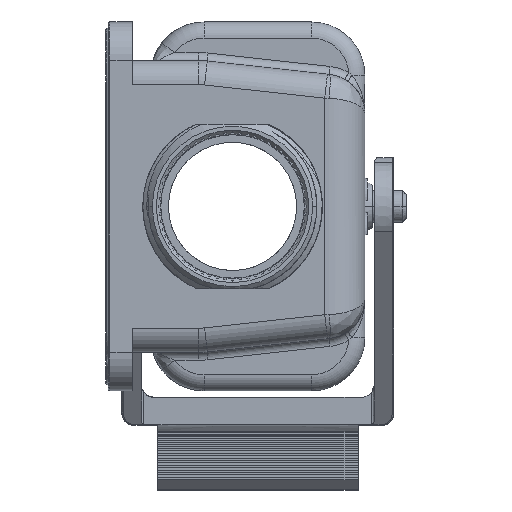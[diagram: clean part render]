
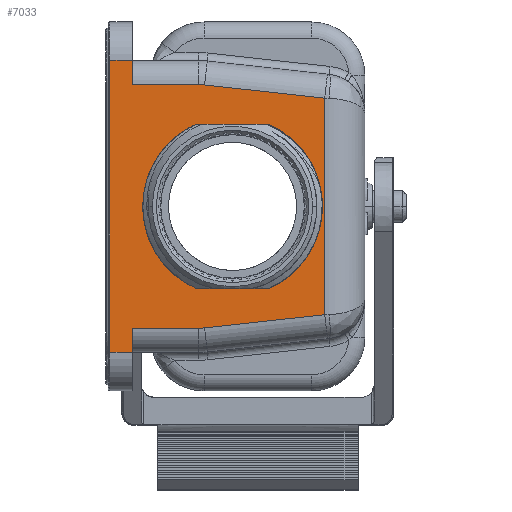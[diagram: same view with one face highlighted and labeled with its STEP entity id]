
A CAD part, front view. The second image highlights one B-rep face of the part: STEP entity #7033.
In plain terms, the highlighted planar face has unit normal (0, -1, 0).
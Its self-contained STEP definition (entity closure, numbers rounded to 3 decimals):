
#705=CIRCLE('',#21513,10.53);
#706=CIRCLE('',#21534,10.53);
#755=CIRCLE('',#21713,7.);
#773=CIRCLE('',#21745,7.);
#2023=LINE('',#39320,#3423);
#2024=LINE('',#40071,#3424);
#2278=LINE('',#40839,#3680);
#2295=LINE('',#41406,#3697);
#2297=LINE('',#41438,#3699);
#2302=LINE('',#41454,#3704);
#2309=LINE('',#41485,#3711);
#2310=LINE('',#41493,#3712);
#2316=LINE('',#41518,#3718);
#2318=LINE('',#41521,#3720);
#2319=LINE('',#41523,#3721);
#2320=LINE('',#41526,#3722);
#3423=VECTOR('',#25067,1.);
#3424=VECTOR('',#25104,1.);
#3680=VECTOR('',#25666,1.);
#3697=VECTOR('',#25723,1.);
#3699=VECTOR('',#25733,1.);
#3704=VECTOR('',#25750,1.);
#3711=VECTOR('',#25783,1.);
#3712=VECTOR('',#25794,1.);
#3718=VECTOR('',#25820,1.);
#3720=VECTOR('',#25824,1.);
#3721=VECTOR('',#25825,1.);
#3722=VECTOR('',#25828,1.);
#7033=ADVANCED_FACE('',(#7727,#7728),#7633,.F.);
#7633=PLANE('',#21746);
#7727=FACE_BOUND('',#8723,.T.);
#7728=FACE_BOUND('',#8724,.T.);
#8723=EDGE_LOOP('',(#13765,#13766,#13767,#13768));
#8724=EDGE_LOOP('',(#13769,#13770,#13771,#13772,#13773,#13774,#13775,#13776,
#13777,#13778,#13779,#13780));
#13765=ORIENTED_EDGE('',*,*,#18772,.F.);
#13766=ORIENTED_EDGE('',*,*,#18751,.F.);
#13767=ORIENTED_EDGE('',*,*,#18827,.F.);
#13768=ORIENTED_EDGE('',*,*,#18828,.F.);
#13769=ORIENTED_EDGE('',*,*,#19210,.T.);
#13770=ORIENTED_EDGE('',*,*,#19228,.F.);
#13771=ORIENTED_EDGE('',*,*,#19229,.T.);
#13772=ORIENTED_EDGE('',*,*,#19230,.F.);
#13773=ORIENTED_EDGE('',*,*,#19132,.F.);
#13774=ORIENTED_EDGE('',*,*,#19181,.T.);
#13775=ORIENTED_EDGE('',*,*,#19187,.F.);
#13776=ORIENTED_EDGE('',*,*,#19190,.F.);
#13777=ORIENTED_EDGE('',*,*,#19195,.T.);
#13778=ORIENTED_EDGE('',*,*,#19231,.F.);
#13779=ORIENTED_EDGE('',*,*,#19214,.T.);
#13780=ORIENTED_EDGE('',*,*,#19226,.T.);
#15945=VERTEX_POINT('',#39220);
#15946=VERTEX_POINT('',#39221);
#15964=VERTEX_POINT('',#39321);
#15991=VERTEX_POINT('',#40070);
#16194=VERTEX_POINT('',#40819);
#16196=VERTEX_POINT('',#40840);
#16228=VERTEX_POINT('',#41407);
#16231=VERTEX_POINT('',#41437);
#16233=VERTEX_POINT('',#41443);
#16237=VERTEX_POINT('',#41455);
#16247=VERTEX_POINT('',#41484);
#16248=VERTEX_POINT('',#41486);
#16250=VERTEX_POINT('',#41494);
#16251=VERTEX_POINT('',#41495);
#16259=VERTEX_POINT('',#41522);
#16260=VERTEX_POINT('',#41524);
#18751=EDGE_CURVE('',#15945,#15946,#705,.T.);
#18772=EDGE_CURVE('',#15946,#15964,#2023,.T.);
#18827=EDGE_CURVE('',#15991,#15945,#2024,.T.);
#18828=EDGE_CURVE('',#15964,#15991,#706,.T.);
#19132=EDGE_CURVE('',#16194,#16196,#2278,.T.);
#19181=EDGE_CURVE('',#16194,#16228,#2295,.T.);
#19187=EDGE_CURVE('',#16231,#16228,#2297,.T.);
#19190=EDGE_CURVE('',#16233,#16231,#755,.T.);
#19195=EDGE_CURVE('',#16233,#16237,#2302,.T.);
#19210=EDGE_CURVE('',#16248,#16247,#2309,.T.);
#19214=EDGE_CURVE('',#16250,#16251,#2310,.T.);
#19226=EDGE_CURVE('',#16251,#16248,#2316,.T.);
#19228=EDGE_CURVE('',#16259,#16247,#2318,.T.);
#19229=EDGE_CURVE('',#16259,#16260,#2319,.T.);
#19230=EDGE_CURVE('',#16196,#16260,#773,.T.);
#19231=EDGE_CURVE('',#16250,#16237,#2320,.T.);
#21513=AXIS2_PLACEMENT_3D('',#39219,#25063,#25064);
#21534=AXIS2_PLACEMENT_3D('',#40073,#25107,#25108);
#21713=AXIS2_PLACEMENT_3D('',#41444,#25740,#25741);
#21745=AXIS2_PLACEMENT_3D('',#41525,#25826,#25827);
#21746=AXIS2_PLACEMENT_3D('',#41527,#25829,#25830);
#25063=DIRECTION('',(0.,-1.,0.));
#25064=DIRECTION('',(-0.229,0.,0.973));
#25067=DIRECTION('',(1.,0.,0.));
#25104=DIRECTION('',(-1.,0.,0.));
#25107=DIRECTION('',(0.,-1.,0.));
#25108=DIRECTION('',(0.229,0.,-0.973));
#25666=DIRECTION('',(-0.994,0.,-0.109));
#25723=DIRECTION('',(0.,0.,1.));
#25733=DIRECTION('',(0.994,0.,-0.109));
#25740=DIRECTION('',(0.,1.,0.));
#25741=DIRECTION('',(0.,0.,1.));
#25750=DIRECTION('',(-1.,0.,0.));
#25783=DIRECTION('',(1.,0.,0.));
#25794=DIRECTION('',(-1.,0.,0.));
#25820=DIRECTION('',(0.,0.,-1.));
#25824=DIRECTION('',(0.,0.,-1.));
#25825=DIRECTION('',(1.,0.,0.));
#25826=DIRECTION('',(0.,1.,0.));
#25827=DIRECTION('',(0.109,0.,-0.994));
#25828=DIRECTION('',(0.,0.,-1.));
#25829=DIRECTION('',(0.,1.,0.));
#25830=DIRECTION('',(1.,0.,0.));
#39219=CARTESIAN_POINT('',(15.5,0.,0.));
#39220=CARTESIAN_POINT('',(13.088,0.,10.25));
#39221=CARTESIAN_POINT('',(13.088,0.,-10.25));
#39320=CARTESIAN_POINT('',(13.088,0.,-10.25));
#39321=CARTESIAN_POINT('',(17.912,0.,-10.25));
#40070=CARTESIAN_POINT('',(17.912,0.,10.25));
#40071=CARTESIAN_POINT('',(17.912,0.,10.25));
#40073=CARTESIAN_POINT('',(15.5,0.,0.));
#40819=CARTESIAN_POINT('',(27.,0.,-13.507));
#40839=CARTESIAN_POINT('',(27.,0.,-13.507));
#40840=CARTESIAN_POINT('',(12.016,0.,-15.148));
#41406=CARTESIAN_POINT('',(27.,0.,-13.507));
#41407=CARTESIAN_POINT('',(27.,0.,13.507));
#41437=CARTESIAN_POINT('',(12.016,0.,15.148));
#41438=CARTESIAN_POINT('',(12.016,0.,15.148));
#41443=CARTESIAN_POINT('',(11.254,0.,15.19));
#41444=CARTESIAN_POINT('',(11.254,0.,8.19));
#41454=CARTESIAN_POINT('',(11.254,0.,15.19));
#41455=CARTESIAN_POINT('',(3.,0.,15.19));
#41484=CARTESIAN_POINT('',(3.,0.,-18.2));
#41485=CARTESIAN_POINT('',(0.2,0.,-18.2));
#41486=CARTESIAN_POINT('',(0.2,0.,-18.2));
#41493=CARTESIAN_POINT('',(3.,0.,18.2));
#41494=CARTESIAN_POINT('',(3.,0.,18.2));
#41495=CARTESIAN_POINT('',(0.2,0.,18.2));
#41518=CARTESIAN_POINT('',(0.2,0.,18.2));
#41521=CARTESIAN_POINT('',(3.,0.,-15.19));
#41522=CARTESIAN_POINT('',(3.,0.,-15.19));
#41523=CARTESIAN_POINT('',(3.,0.,-15.19));
#41524=CARTESIAN_POINT('',(11.254,0.,-15.19));
#41525=CARTESIAN_POINT('',(11.254,0.,-8.19));
#41526=CARTESIAN_POINT('',(3.,0.,18.2));
#41527=CARTESIAN_POINT('',(0.,0.,0.));
